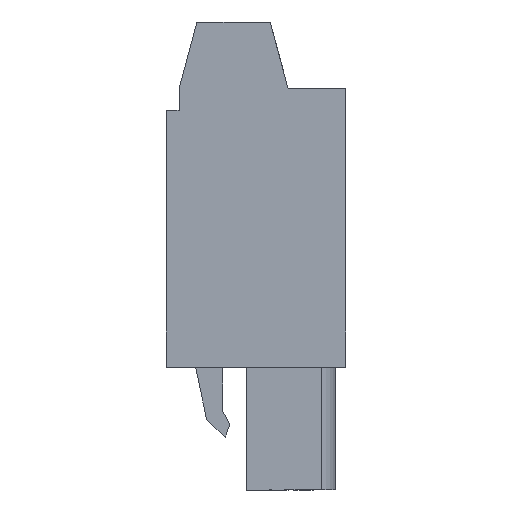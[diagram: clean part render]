
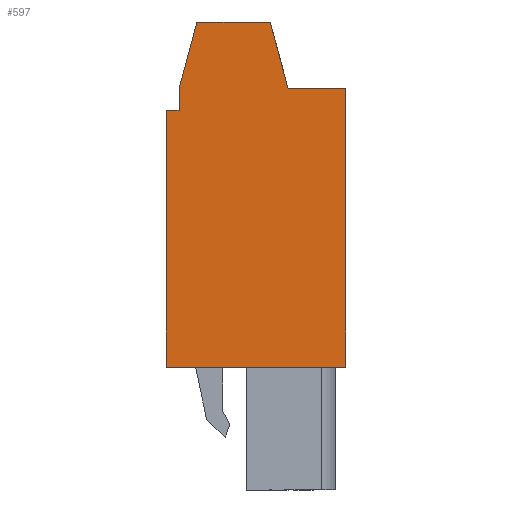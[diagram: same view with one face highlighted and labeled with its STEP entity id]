
A CAD part, left-side view. The second image highlights one B-rep face of the part: STEP entity #597.
In plain terms, the highlighted planar face has unit normal (-1, 0, 0).
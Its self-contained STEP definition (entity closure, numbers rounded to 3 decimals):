
#537=AXIS2_PLACEMENT_3D('Plane Axis2P3D',#534,#535,#536) ;
#49=CARTESIAN_POINT('Vertex',(0.,12.2,25.8)) ;
#52=CARTESIAN_POINT('Line Origine',(0.,11.763,25.8)) ;
#56=CARTESIAN_POINT('Vertex',(0.,11.325,25.8)) ;
#461=CARTESIAN_POINT('Line Origine',(0.,11.325,26.55)) ;
#465=CARTESIAN_POINT('Vertex',(0.,11.325,27.3)) ;
#534=CARTESIAN_POINT('Axis2P3D Location',(0.,-0.45,0.)) ;
#539=CARTESIAN_POINT('Line Origine',(0.,6.1,8.35)) ;
#543=CARTESIAN_POINT('Vertex',(0.,12.2,8.35)) ;
#545=CARTESIAN_POINT('Vertex',(0.,0.,8.35)) ;
#548=CARTESIAN_POINT('Line Origine',(0.,0.,17.825)) ;
#552=CARTESIAN_POINT('Vertex',(0.,0.,27.3)) ;
#555=CARTESIAN_POINT('Line Origine',(0.,1.963,27.3)) ;
#559=CARTESIAN_POINT('Vertex',(0.,3.925,27.3)) ;
#562=CARTESIAN_POINT('Line Origine',(0.,4.528,29.55)) ;
#566=CARTESIAN_POINT('Vertex',(0.,5.131,31.8)) ;
#569=CARTESIAN_POINT('Line Origine',(0.,7.625,31.8)) ;
#573=CARTESIAN_POINT('Vertex',(0.,10.119,31.8)) ;
#576=CARTESIAN_POINT('Line Origine',(0.,10.722,29.55)) ;
#581=CARTESIAN_POINT('Line Origine',(0.,12.2,17.075)) ;
#53=DIRECTION('Vector Direction',(0.,1.,0.)) ;
#462=DIRECTION('Vector Direction',(0.,0.,-1.)) ;
#535=DIRECTION('Axis2P3D Direction',(-1.,0.,0.)) ;
#536=DIRECTION('Axis2P3D XDirection',(0.,0.,1.)) ;
#540=DIRECTION('Vector Direction',(0.,-1.,0.)) ;
#549=DIRECTION('Vector Direction',(0.,0.,1.)) ;
#556=DIRECTION('Vector Direction',(0.,1.,0.)) ;
#563=DIRECTION('Vector Direction',(0.,0.259,0.966)) ;
#570=DIRECTION('Vector Direction',(0.,1.,0.)) ;
#577=DIRECTION('Vector Direction',(0.,0.259,-0.966)) ;
#582=DIRECTION('Vector Direction',(0.,0.,-1.)) ;
#54=VECTOR('Line Direction',#53,1.) ;
#463=VECTOR('Line Direction',#462,1.) ;
#541=VECTOR('Line Direction',#540,1.) ;
#550=VECTOR('Line Direction',#549,1.) ;
#557=VECTOR('Line Direction',#556,1.) ;
#564=VECTOR('Line Direction',#563,1.) ;
#571=VECTOR('Line Direction',#570,1.) ;
#578=VECTOR('Line Direction',#577,1.) ;
#583=VECTOR('Line Direction',#582,1.) ;
#587=ORIENTED_EDGE('',*,*,#547,.T.) ;
#588=ORIENTED_EDGE('',*,*,#554,.T.) ;
#589=ORIENTED_EDGE('',*,*,#561,.T.) ;
#590=ORIENTED_EDGE('',*,*,#568,.T.) ;
#591=ORIENTED_EDGE('',*,*,#575,.T.) ;
#592=ORIENTED_EDGE('',*,*,#580,.T.) ;
#593=ORIENTED_EDGE('',*,*,#467,.T.) ;
#594=ORIENTED_EDGE('',*,*,#58,.T.) ;
#595=ORIENTED_EDGE('',*,*,#585,.T.) ;
#597=ADVANCED_FACE('HOUSING',(#596),#538,.T.) ;
#58=EDGE_CURVE('',#57,#50,#55,.T.) ;
#467=EDGE_CURVE('',#466,#57,#464,.T.) ;
#547=EDGE_CURVE('',#544,#546,#542,.T.) ;
#554=EDGE_CURVE('',#546,#553,#551,.T.) ;
#561=EDGE_CURVE('',#553,#560,#558,.T.) ;
#568=EDGE_CURVE('',#560,#567,#565,.T.) ;
#575=EDGE_CURVE('',#567,#574,#572,.T.) ;
#580=EDGE_CURVE('',#574,#466,#579,.T.) ;
#585=EDGE_CURVE('',#50,#544,#584,.T.) ;
#586=EDGE_LOOP('',(#587,#588,#589,#590,#591,#592,#593,#594,#595)) ;
#596=FACE_OUTER_BOUND('',#586,.T.) ;
#55=LINE('Line',#52,#54) ;
#464=LINE('Line',#461,#463) ;
#542=LINE('Line',#539,#541) ;
#551=LINE('Line',#548,#550) ;
#558=LINE('Line',#555,#557) ;
#565=LINE('Line',#562,#564) ;
#572=LINE('Line',#569,#571) ;
#579=LINE('Line',#576,#578) ;
#584=LINE('Line',#581,#583) ;
#538=PLANE('',#537) ;
#50=VERTEX_POINT('',#49) ;
#57=VERTEX_POINT('',#56) ;
#466=VERTEX_POINT('',#465) ;
#544=VERTEX_POINT('',#543) ;
#546=VERTEX_POINT('',#545) ;
#553=VERTEX_POINT('',#552) ;
#560=VERTEX_POINT('',#559) ;
#567=VERTEX_POINT('',#566) ;
#574=VERTEX_POINT('',#573) ;
